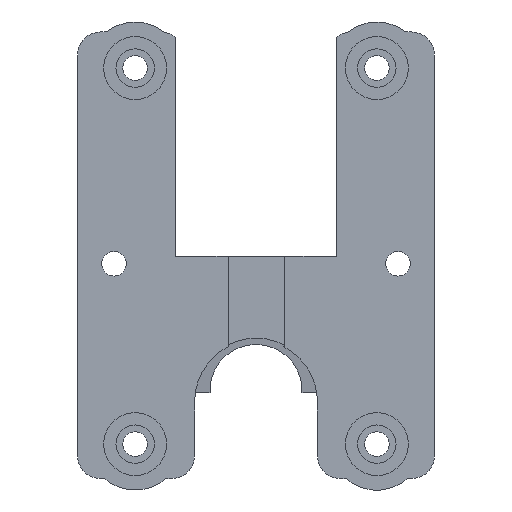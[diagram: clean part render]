
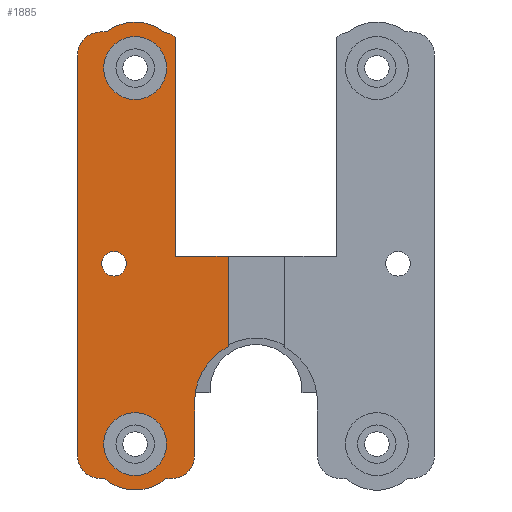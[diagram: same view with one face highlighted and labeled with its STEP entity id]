
A CAD part, front view. The second image highlights one B-rep face of the part: STEP entity #1885.
In plain terms, the highlighted planar face has unit normal (0, -1, 0).
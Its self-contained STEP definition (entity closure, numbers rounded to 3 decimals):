
#27=ELLIPSE('',#2033,8.063,8.);
#54=LINE('',#2860,#218);
#60=LINE('',#2875,#224);
#61=LINE('',#2877,#225);
#62=LINE('',#2883,#226);
#63=LINE('',#2887,#227);
#64=LINE('',#2891,#228);
#65=LINE('',#2895,#229);
#66=LINE('',#2899,#230);
#218=VECTOR('',#2278,10.);
#224=VECTOR('',#2292,10.);
#225=VECTOR('',#2293,10.);
#226=VECTOR('',#2298,10.);
#227=VECTOR('',#2301,10.);
#228=VECTOR('',#2304,1000.);
#229=VECTOR('',#2307,1000.);
#230=VECTOR('',#2310,1000.);
#422=FACE_BOUND('',#580,.T.);
#423=FACE_BOUND('',#581,.T.);
#424=FACE_BOUND('',#582,.T.);
#462=FACE_OUTER_BOUND('',#579,.T.);
#579=EDGE_LOOP('',(#1297,#1298,#1299,#1300,#1301,#1302,#1303,#1304,#1305,
#1306,#1307,#1308,#1309,#1310,#1311));
#580=EDGE_LOOP('',(#1312));
#581=EDGE_LOOP('',(#1313));
#582=EDGE_LOOP('',(#1314));
#712=CIRCLE('',#2027,3.);
#713=CIRCLE('',#2028,6.);
#714=CIRCLE('',#2029,3.);
#715=CIRCLE('',#2030,3.);
#716=CIRCLE('',#2031,6.);
#717=CIRCLE('',#2032,3.);
#718=CIRCLE('',#2034,4.1);
#719=CIRCLE('',#2035,4.1);
#720=CIRCLE('',#2036,1.6);
#804=VERTEX_POINT('',#2856);
#805=VERTEX_POINT('',#2858);
#810=VERTEX_POINT('',#2874);
#811=VERTEX_POINT('',#2876);
#812=VERTEX_POINT('',#2878);
#813=VERTEX_POINT('',#2880);
#814=VERTEX_POINT('',#2882);
#815=VERTEX_POINT('',#2884);
#816=VERTEX_POINT('',#2886);
#817=VERTEX_POINT('',#2888);
#818=VERTEX_POINT('',#2890);
#819=VERTEX_POINT('',#2892);
#820=VERTEX_POINT('',#2894);
#821=VERTEX_POINT('',#2896);
#822=VERTEX_POINT('',#2898);
#823=VERTEX_POINT('',#2901);
#824=VERTEX_POINT('',#2903);
#825=VERTEX_POINT('',#2905);
#997=EDGE_CURVE('',#804,#805,#54,.T.);
#1004=EDGE_CURVE('',#810,#805,#60,.T.);
#1005=EDGE_CURVE('',#810,#811,#61,.T.);
#1006=EDGE_CURVE('',#812,#811,#712,.T.);
#1007=EDGE_CURVE('',#812,#813,#713,.T.);
#1008=EDGE_CURVE('',#813,#814,#62,.T.);
#1009=EDGE_CURVE('',#815,#814,#714,.T.);
#1010=EDGE_CURVE('',#816,#815,#63,.T.);
#1011=EDGE_CURVE('',#817,#816,#715,.T.);
#1012=EDGE_CURVE('',#817,#818,#64,.T.);
#1013=EDGE_CURVE('',#818,#819,#716,.T.);
#1014=EDGE_CURVE('',#819,#820,#65,.T.);
#1015=EDGE_CURVE('',#821,#820,#717,.T.);
#1016=EDGE_CURVE('',#821,#822,#66,.T.);
#1017=EDGE_CURVE('',#822,#804,#27,.T.);
#1018=EDGE_CURVE('',#823,#823,#718,.F.);
#1019=EDGE_CURVE('',#824,#824,#719,.F.);
#1020=EDGE_CURVE('',#825,#825,#720,.T.);
#1297=ORIENTED_EDGE('',*,*,#997,.T.);
#1298=ORIENTED_EDGE('',*,*,#1004,.F.);
#1299=ORIENTED_EDGE('',*,*,#1005,.T.);
#1300=ORIENTED_EDGE('',*,*,#1006,.F.);
#1301=ORIENTED_EDGE('',*,*,#1007,.T.);
#1302=ORIENTED_EDGE('',*,*,#1008,.T.);
#1303=ORIENTED_EDGE('',*,*,#1009,.F.);
#1304=ORIENTED_EDGE('',*,*,#1010,.F.);
#1305=ORIENTED_EDGE('',*,*,#1011,.F.);
#1306=ORIENTED_EDGE('',*,*,#1012,.T.);
#1307=ORIENTED_EDGE('',*,*,#1013,.T.);
#1308=ORIENTED_EDGE('',*,*,#1014,.T.);
#1309=ORIENTED_EDGE('',*,*,#1015,.F.);
#1310=ORIENTED_EDGE('',*,*,#1016,.T.);
#1311=ORIENTED_EDGE('',*,*,#1017,.T.);
#1312=ORIENTED_EDGE('',*,*,#1018,.T.);
#1313=ORIENTED_EDGE('',*,*,#1019,.T.);
#1314=ORIENTED_EDGE('',*,*,#1020,.T.);
#1817=PLANE('',#2026);
#1885=ADVANCED_FACE('',(#462,#422,#423,#424),#1817,.F.);
#2026=AXIS2_PLACEMENT_3D('',#2873,#2290,#2291);
#2027=AXIS2_PLACEMENT_3D('',#2879,#2294,#2295);
#2028=AXIS2_PLACEMENT_3D('',#2881,#2296,#2297);
#2029=AXIS2_PLACEMENT_3D('',#2885,#2299,#2300);
#2030=AXIS2_PLACEMENT_3D('',#2889,#2302,#2303);
#2031=AXIS2_PLACEMENT_3D('',#2893,#2305,#2306);
#2032=AXIS2_PLACEMENT_3D('',#2897,#2308,#2309);
#2033=AXIS2_PLACEMENT_3D('',#2900,#2311,#2312);
#2034=AXIS2_PLACEMENT_3D('',#2902,#2313,#2314);
#2035=AXIS2_PLACEMENT_3D('',#2904,#2315,#2316);
#2036=AXIS2_PLACEMENT_3D('',#2906,#2317,#2318);
#2278=DIRECTION('',(0.,0.,1.));
#2290=DIRECTION('center_axis',(0.,1.,0.));
#2291=DIRECTION('ref_axis',(0.,0.,1.));
#2292=DIRECTION('',(1.,0.,0.));
#2293=DIRECTION('',(0.,0.,1.));
#2294=DIRECTION('center_axis',(0.,1.,0.));
#2295=DIRECTION('ref_axis',(0.16,0.,0.987));
#2296=DIRECTION('center_axis',(0.,-1.,0.));
#2297=DIRECTION('ref_axis',(1.,0.,0.));
#2298=DIRECTION('',(-1.,0.,0.));
#2299=DIRECTION('center_axis',(0.,1.,0.));
#2300=DIRECTION('ref_axis',(-0.707,0.,0.707));
#2301=DIRECTION('',(0.,0.,1.));
#2302=DIRECTION('center_axis',(0.,1.,0.));
#2303=DIRECTION('ref_axis',(-0.707,0.,-0.707));
#2304=DIRECTION('',(1.,0.,0.));
#2305=DIRECTION('center_axis',(0.,-1.,0.));
#2306=DIRECTION('ref_axis',(1.,0.,0.));
#2307=DIRECTION('',(1.,0.,0.));
#2308=DIRECTION('center_axis',(0.,1.,0.));
#2309=DIRECTION('ref_axis',(0.707,0.,-0.707));
#2310=DIRECTION('',(0.,0.,1.));
#2311=DIRECTION('center_axis',(0.,1.,0.));
#2312=DIRECTION('ref_axis',(0.,0.,1.));
#2313=DIRECTION('center_axis',(0.,-1.,0.));
#2314=DIRECTION('ref_axis',(1.,0.,0.));
#2315=DIRECTION('center_axis',(0.,-1.,0.));
#2316=DIRECTION('ref_axis',(1.,0.,0.));
#2317=DIRECTION('center_axis',(0.,1.,0.));
#2318=DIRECTION('ref_axis',(1.,0.,0.));
#2856=CARTESIAN_POINT('',(-3.627,0.,-11.913));
#2858=CARTESIAN_POINT('',(-3.627,0.,-0.119));
#2860=CARTESIAN_POINT('',(-3.627,0.,-5.957));
#2873=CARTESIAN_POINT('Origin',(0.,0.,0.));
#2874=CARTESIAN_POINT('',(-10.5,0.,-0.119));
#2875=CARTESIAN_POINT('',(9.,0.,-0.119));
#2876=CARTESIAN_POINT('',(-10.5,0.,28.375));
#2877=CARTESIAN_POINT('',(-10.5,0.,0.94));
#2878=CARTESIAN_POINT('',(-12.02,0.,29.1));
#2879=CARTESIAN_POINT('Origin',(-12.5,0.,26.139));
#2880=CARTESIAN_POINT('',(-19.48,0.,29.1));
#2881=CARTESIAN_POINT('Origin',(-15.75,0.,24.4));
#2882=CARTESIAN_POINT('',(-20.25,0.,29.1));
#2883=CARTESIAN_POINT('',(-23.,0.,29.1));
#2884=CARTESIAN_POINT('',(-23.25,0.,26.1));
#2885=CARTESIAN_POINT('Origin',(-20.25,0.,26.1));
#2886=CARTESIAN_POINT('',(-23.25,0.,-26.1));
#2887=CARTESIAN_POINT('',(-23.25,0.,0.));
#2888=CARTESIAN_POINT('',(-20.25,0.,-29.1));
#2889=CARTESIAN_POINT('Origin',(-20.25,0.,-26.1));
#2890=CARTESIAN_POINT('',(-19.719,0.,-29.1));
#2891=CARTESIAN_POINT('',(0.,0.,-29.1));
#2892=CARTESIAN_POINT('',(-11.781,0.,-29.1));
#2893=CARTESIAN_POINT('Origin',(-15.75,0.,-24.6));
#2894=CARTESIAN_POINT('',(-11.,0.,-29.1));
#2895=CARTESIAN_POINT('',(0.,0.,-29.1));
#2896=CARTESIAN_POINT('',(-8.,0.,-26.1));
#2897=CARTESIAN_POINT('Origin',(-11.,0.,-26.1));
#2898=CARTESIAN_POINT('',(-8.,0.,-19.1));
#2899=CARTESIAN_POINT('',(-8.,0.,0.));
#2900=CARTESIAN_POINT('Origin',(0.,0.,-19.1));
#2901=CARTESIAN_POINT('',(-19.85,0.,-24.6));
#2902=CARTESIAN_POINT('Origin',(-15.75,0.,-24.6));
#2903=CARTESIAN_POINT('',(-19.85,0.,24.4));
#2904=CARTESIAN_POINT('Origin',(-15.75,0.,24.4));
#2905=CARTESIAN_POINT('',(-20.1,0.,-1.1));
#2906=CARTESIAN_POINT('Origin',(-18.5,0.,-1.1));
